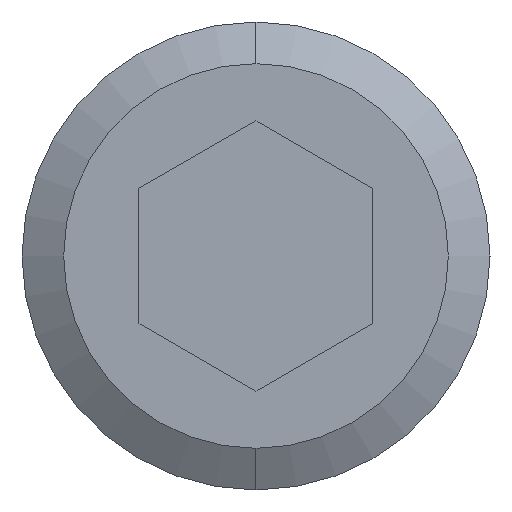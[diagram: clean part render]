
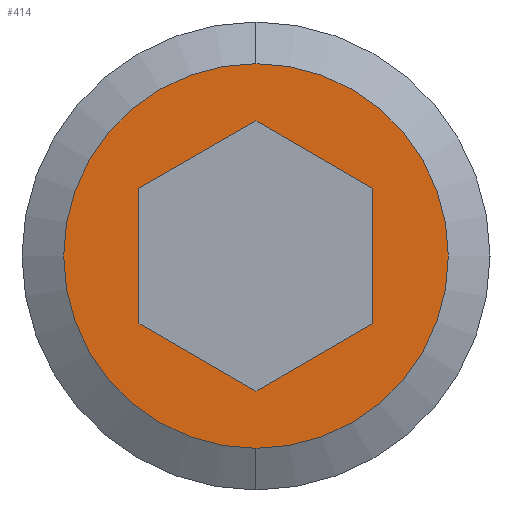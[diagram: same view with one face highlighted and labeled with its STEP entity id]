
A CAD part, left-side view. The second image highlights one B-rep face of the part: STEP entity #414.
In plain terms, the highlighted planar face has unit normal (-1, 0, 0).
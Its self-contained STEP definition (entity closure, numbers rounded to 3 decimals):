
#3 = ORIENTED_EDGE ( 'NONE', *, *, #478, .F. ) ;
#11 = LINE ( 'NONE', #382, #93 ) ;
#22 = DIRECTION ( 'NONE',  ( 0., 0., 1. ) ) ;
#30 = CARTESIAN_POINT ( 'NONE',  ( 0., 1.25, -0.722 ) ) ;
#31 = DIRECTION ( 'NONE',  ( -1., 0., 0. ) ) ;
#48 = CARTESIAN_POINT ( 'NONE',  ( 0., 0., -1.443 ) ) ;
#57 = ORIENTED_EDGE ( 'NONE', *, *, #341, .T. ) ;
#58 = DIRECTION ( 'NONE',  ( 0., -0.866, 0.5 ) ) ;
#61 = ORIENTED_EDGE ( 'NONE', *, *, #127, .F. ) ;
#64 = EDGE_CURVE ( 'NONE', #251, #467, #472, .T. ) ;
#70 = PLANE ( 'NONE',  #175 ) ;
#71 = ORIENTED_EDGE ( 'NONE', *, *, #64, .T. ) ;
#72 = VECTOR ( 'NONE', #230, 1000. ) ;
#78 = FACE_OUTER_BOUND ( 'NONE', #152, .T. ) ;
#81 = CARTESIAN_POINT ( 'NONE',  ( 0., 0., 0. ) ) ;
#84 = CIRCLE ( 'NONE', #201, 2.055 ) ;
#88 = DIRECTION ( 'NONE',  ( 0., 0., -1. ) ) ;
#89 = ORIENTED_EDGE ( 'NONE', *, *, #212, .F. ) ;
#93 = VECTOR ( 'NONE', #88, 1000. ) ;
#97 = DIRECTION ( 'NONE',  ( 0., 0., 1. ) ) ;
#106 = CARTESIAN_POINT ( 'NONE',  ( 0., 0., 1.443 ) ) ;
#116 = ORIENTED_EDGE ( 'NONE', *, *, #281, .T. ) ;
#127 = EDGE_CURVE ( 'NONE', #405, #467, #209, .T. ) ;
#137 = CARTESIAN_POINT ( 'NONE',  ( 0., -1.25, -0.722 ) ) ;
#152 = EDGE_LOOP ( 'NONE', ( #57, #393 ) ) ;
#168 = CARTESIAN_POINT ( 'NONE',  ( 0., 0., -2.055 ) ) ;
#171 = LINE ( 'NONE', #207, #346 ) ;
#172 = VERTEX_POINT ( 'NONE', #257 ) ;
#175 = AXIS2_PLACEMENT_3D ( 'NONE', #81, #189, #455 ) ;
#189 = DIRECTION ( 'NONE',  ( -1., 0., 0. ) ) ;
#201 = AXIS2_PLACEMENT_3D ( 'NONE', #390, #31, #97 ) ;
#207 = CARTESIAN_POINT ( 'NONE',  ( 0., 1.25, 0.722 ) ) ;
#209 = LINE ( 'NONE', #30, #370 ) ;
#212 = EDGE_CURVE ( 'NONE', #172, #436, #268, .T. ) ;
#216 = VERTEX_POINT ( 'NONE', #168 ) ;
#221 = FACE_BOUND ( 'NONE', #363, .T. ) ;
#230 = DIRECTION ( 'NONE',  ( 0., 0.866, -0.5 ) ) ;
#251 = VERTEX_POINT ( 'NONE', #469 ) ;
#252 = VECTOR ( 'NONE', #427, 1000. ) ;
#257 = CARTESIAN_POINT ( 'NONE',  ( 0., -1.25, 0.722 ) ) ;
#268 = LINE ( 'NONE', #354, #252 ) ;
#276 = LINE ( 'NONE', #359, #423 ) ;
#277 = CARTESIAN_POINT ( 'NONE',  ( 0., 0., 0. ) ) ;
#279 = CARTESIAN_POINT ( 'NONE',  ( 0., 1.25, 0.722 ) ) ;
#281 = EDGE_CURVE ( 'NONE', #172, #251, #276, .T. ) ;
#292 = VERTEX_POINT ( 'NONE', #279 ) ;
#298 = EDGE_CURVE ( 'NONE', #292, #436, #171, .T. ) ;
#309 = ORIENTED_EDGE ( 'NONE', *, *, #298, .T. ) ;
#322 = AXIS2_PLACEMENT_3D ( 'NONE', #277, #362, #22 ) ;
#325 = DIRECTION ( 'NONE',  ( 0., -0.866, -0.5 ) ) ;
#341 = EDGE_CURVE ( 'NONE', #216, #470, #84, .T. ) ;
#346 = VECTOR ( 'NONE', #58, 1000. ) ;
#354 = CARTESIAN_POINT ( 'NONE',  ( 0., -1.25, 0.722 ) ) ;
#359 = CARTESIAN_POINT ( 'NONE',  ( 0., -1.25, 0.722 ) ) ;
#362 = DIRECTION ( 'NONE',  ( -1., 0., 0. ) ) ;
#363 = EDGE_LOOP ( 'NONE', ( #3, #309, #89, #116, #71, #61 ) ) ;
#366 = DIRECTION ( 'NONE',  ( 0., 0., -1. ) ) ;
#370 = VECTOR ( 'NONE', #325, 1000. ) ;
#374 = CARTESIAN_POINT ( 'NONE',  ( 0., 0., 2.055 ) ) ;
#382 = CARTESIAN_POINT ( 'NONE',  ( 0., 1.25, 0.722 ) ) ;
#390 = CARTESIAN_POINT ( 'NONE',  ( 0., 0., 0. ) ) ;
#392 = CIRCLE ( 'NONE', #322, 2.055 ) ;
#393 = ORIENTED_EDGE ( 'NONE', *, *, #448, .T. ) ;
#405 = VERTEX_POINT ( 'NONE', #410 ) ;
#410 = CARTESIAN_POINT ( 'NONE',  ( 0., 1.25, -0.722 ) ) ;
#414 = ADVANCED_FACE ( 'NONE', ( #78, #221 ), #70, .T. ) ;
#423 = VECTOR ( 'NONE', #366, 1000. ) ;
#427 = DIRECTION ( 'NONE',  ( 0., 0.866, 0.5 ) ) ;
#436 = VERTEX_POINT ( 'NONE', #106 ) ;
#448 = EDGE_CURVE ( 'NONE', #470, #216, #392, .T. ) ;
#455 = DIRECTION ( 'NONE',  ( 0., 0., 1. ) ) ;
#467 = VERTEX_POINT ( 'NONE', #48 ) ;
#469 = CARTESIAN_POINT ( 'NONE',  ( 0., -1.25, -0.722 ) ) ;
#470 = VERTEX_POINT ( 'NONE', #374 ) ;
#472 = LINE ( 'NONE', #137, #72 ) ;
#478 = EDGE_CURVE ( 'NONE', #292, #405, #11, .T. ) ;
